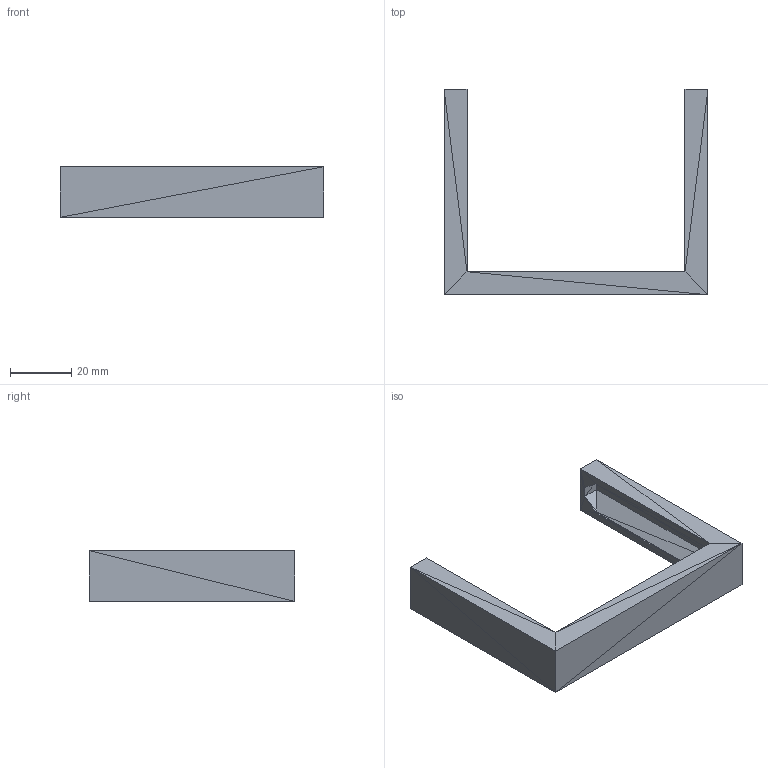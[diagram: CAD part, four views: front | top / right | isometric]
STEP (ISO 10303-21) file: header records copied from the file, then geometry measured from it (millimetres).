
FILE_DESCRIPTION(('FreeCAD Model'),'2;1');
FILE_NAME('battery_slider.step','2015-09-10T21:50:55',( 'Author'),(''),'Open CASCADE STEP processor 6.8','FreeCAD','Unknown' );
FILE_SCHEMA(('AUTOMOTIVE_DESIGN_CC2 { 1 2 10303 214 -1 1 5 4 }'));
Length unit declared in the file: millimetre
Products named in the file (1): Shape
Bounding box: 86.15 x 67.1 x 16.5 mm (x, y, z)
Volume: 17050 mm3; surface area: 11499.3 mm2
Topology: 1 solids, 1 shells, 84 faces, 126 edges, 44 vertices
Faces by surface type: plane 84
Entity records: 3183 total; most frequent: CARTESIAN_POINT 633, DIRECTION 422, ORIENTED_EDGE 252, LINE 252, VECTOR 252, PCURVE 252, DEFINITIONAL_REPRESENTATION 252, EDGE_CURVE 126
